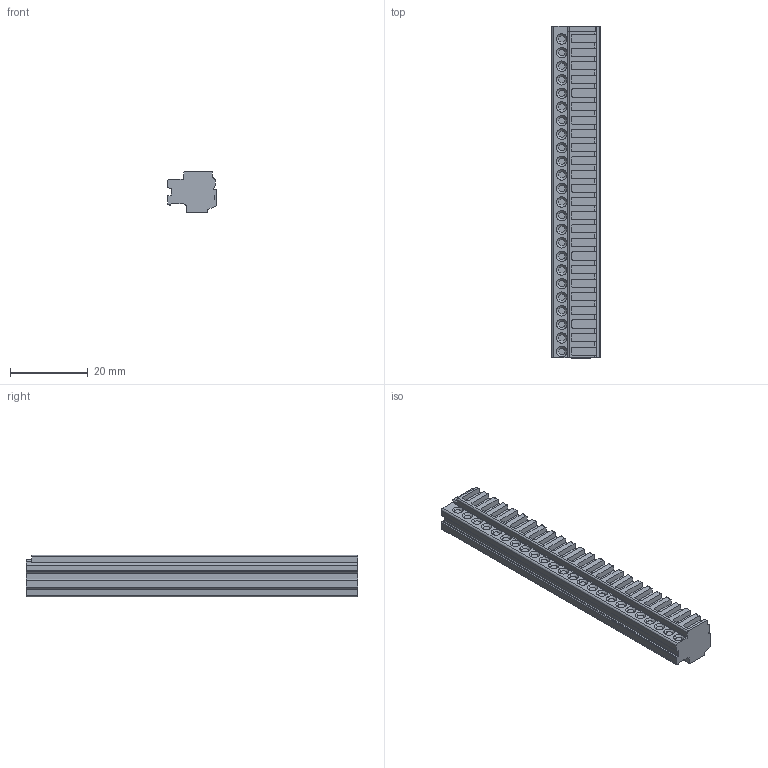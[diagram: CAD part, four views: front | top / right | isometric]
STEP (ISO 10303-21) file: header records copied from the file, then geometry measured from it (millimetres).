
FILE_DESCRIPTION((''),'2;1');
FILE_NAME('RRGG','2024-10-15T10:59:45',('tluser'),(''),'CREO PARAMETRIC BY PTC INC, 2018100','CREO PARAMETRIC BY PTC INC, 2018100','');
FILE_SCHEMA(('CONFIG_CONTROL_DESIGN'));
Length unit declared in the file: millimetre
Products named in the file (1): RRGG
Bounding box: 12.5 x 85.5 x 10.6 mm (x, y, z)
Volume: 8363.4 mm3; surface area: 4852.8 mm2
Topology: 1 solids, 1 shells, 745 faces, 1965 edges, 1294 vertices
Faces by surface type: plane 412, cylinder 237, cone 96
Entity records: 23447 total; most frequent: CARTESIAN_POINT 4388, DIRECTION 4073, ORIENTED_EDGE 3930, EDGE_CURVE 1965, AXIS2_PLACEMENT_3D 1411, VERTEX_POINT 1294, VECTOR 1251, LINE 1251
